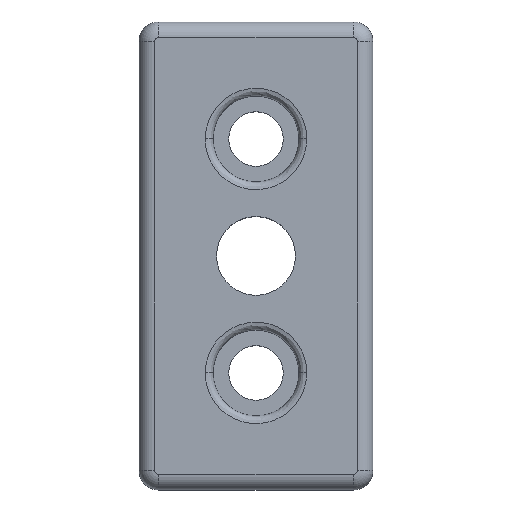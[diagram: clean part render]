
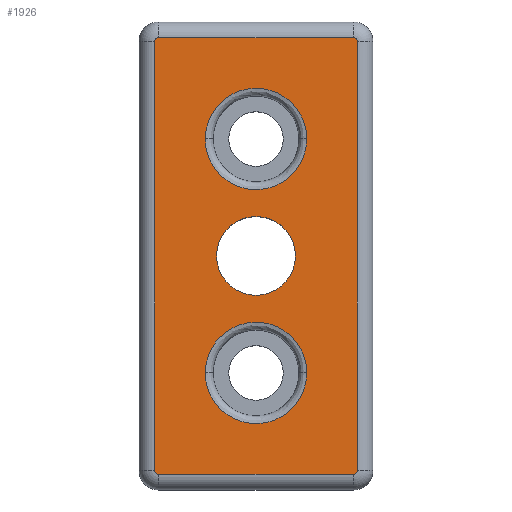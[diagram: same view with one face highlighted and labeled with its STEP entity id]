
A CAD part, top view. The second image highlights one B-rep face of the part: STEP entity #1926.
In plain terms, the highlighted planar face has unit normal (0, 0, 1).
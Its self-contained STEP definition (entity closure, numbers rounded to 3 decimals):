
#47 =( BOUNDED_CURVE ( )  B_SPLINE_CURVE ( 3, ( #285, #3432, #579, #3728 ),
 .UNSPECIFIED., .F., .F. ) 
 B_SPLINE_CURVE_WITH_KNOTS ( ( 4, 4 ),
 ( 0., 1. ),
 .UNSPECIFIED. ) 
 CURVE ( )  GEOMETRIC_REPRESENTATION_ITEM ( )  RATIONAL_B_SPLINE_CURVE ( ( 1., 0.333, 0.333, 1. ) ) 
 REPRESENTATION_ITEM ( '' )  );
#156 = LINE ( 'NONE', #1725, #2240 ) ;
#176 = DIRECTION ( 'NONE',  ( -1., 0., 0. ) ) ;
#178 = CARTESIAN_POINT ( 'NONE',  ( -5.053, 0., 12. ) ) ;
#206 = CARTESIAN_POINT ( 'NONE',  ( -6.5, -15., 12. ) ) ;
#208 = EDGE_CURVE ( 'NONE', #2951, #3539, #2113, .T. ) ;
#281 = EDGE_CURVE ( 'NONE', #787, #1423, #1626, .T. ) ;
#285 = CARTESIAN_POINT ( 'NONE',  ( -6.5, 15., 12. ) ) ;
#306 = EDGE_CURVE ( 'NONE', #2062, #996, #961, .T. ) ;
#332 = VERTEX_POINT ( 'NONE', #3479 ) ;
#358 = DIRECTION ( 'NONE',  ( 0., 0., -1. ) ) ;
#361 = ORIENTED_EDGE ( 'NONE', *, *, #208, .F. ) ;
#382 = CARTESIAN_POINT ( 'NONE',  ( -12.5, 27.5, 12. ) ) ;
#447 = ORIENTED_EDGE ( 'NONE', *, *, #3469, .F. ) ;
#456 = ORIENTED_EDGE ( 'NONE', *, *, #862, .F. ) ;
#467 = CARTESIAN_POINT ( 'NONE',  ( 12.5, 28., 12. ) ) ;
#477 = CIRCLE ( 'NONE', #1867, 5.053 ) ;
#505 = CIRCLE ( 'NONE', #548, 0.5 ) ;
#508 = CARTESIAN_POINT ( 'NONE',  ( 6.5, -15., 12. ) ) ;
#541 = EDGE_CURVE ( 'NONE', #1141, #1017, #1541, .T. ) ;
#548 = AXIS2_PLACEMENT_3D ( 'NONE', #2994, #2225, #176 ) ;
#579 = CARTESIAN_POINT ( 'NONE',  ( 6.5, 2., 12. ) ) ;
#584 = ORIENTED_EDGE ( 'NONE', *, *, #3108, .T. ) ;
#671 = AXIS2_PLACEMENT_3D ( 'NONE', #2935, #3473, #2901 ) ;
#705 = EDGE_CURVE ( 'NONE', #3364, #1359, #920, .T. ) ;
#716 = DIRECTION ( 'NONE',  ( 1., 0., 0. ) ) ;
#771 = ORIENTED_EDGE ( 'NONE', *, *, #3399, .F. ) ;
#774 = CARTESIAN_POINT ( 'NONE',  ( 13., 27.5, 12. ) ) ;
#787 = VERTEX_POINT ( 'NONE', #178 ) ;
#808 = CARTESIAN_POINT ( 'NONE',  ( -6.5, -28., 12. ) ) ;
#829 = CARTESIAN_POINT ( 'NONE',  ( 6.5, 15., 12. ) ) ;
#850 = ORIENTED_EDGE ( 'NONE', *, *, #541, .F. ) ;
#862 = EDGE_CURVE ( 'NONE', #3539, #1096, #1969, .T. ) ;
#870 = DIRECTION ( 'NONE',  ( 0., -1., 0. ) ) ;
#888 = AXIS2_PLACEMENT_3D ( 'NONE', #2158, #2462, #3002 ) ;
#920 =( BOUNDED_CURVE ( )  B_SPLINE_CURVE ( 3, ( #1393, #3084, #2475, #206 ),
 .UNSPECIFIED., .F., .F. ) 
 B_SPLINE_CURVE_WITH_KNOTS ( ( 4, 4 ),
 ( 0., 1. ),
 .UNSPECIFIED. ) 
 CURVE ( )  GEOMETRIC_REPRESENTATION_ITEM ( )  RATIONAL_B_SPLINE_CURVE ( ( 1., 0.333, 0.333, 1. ) ) 
 REPRESENTATION_ITEM ( '' )  );
#961 =( BOUNDED_CURVE ( )  B_SPLINE_CURVE ( 3, ( #829, #2826, #3119, #2869 ),
 .UNSPECIFIED., .F., .F. ) 
 B_SPLINE_CURVE_WITH_KNOTS ( ( 4, 4 ),
 ( 0., 1. ),
 .UNSPECIFIED. ) 
 CURVE ( )  GEOMETRIC_REPRESENTATION_ITEM ( )  RATIONAL_B_SPLINE_CURVE ( ( 1., 0.333, 0.333, 1. ) ) 
 REPRESENTATION_ITEM ( '' )  );
#996 = VERTEX_POINT ( 'NONE', #1952 ) ;
#1017 = VERTEX_POINT ( 'NONE', #467 ) ;
#1019 = VERTEX_POINT ( 'NONE', #774 ) ;
#1050 = CARTESIAN_POINT ( 'NONE',  ( -12.5, 28., 12. ) ) ;
#1070 = CARTESIAN_POINT ( 'NONE',  ( -6.5, -15., 12. ) ) ;
#1096 = VERTEX_POINT ( 'NONE', #2296 ) ;
#1141 = VERTEX_POINT ( 'NONE', #1050 ) ;
#1149 = CARTESIAN_POINT ( 'NONE',  ( 12.5, -27.5, 12. ) ) ;
#1177 = CARTESIAN_POINT ( 'NONE',  ( -13., 27.5, 12. ) ) ;
#1228 = CARTESIAN_POINT ( 'NONE',  ( 0., 0., 12. ) ) ;
#1330 = FACE_BOUND ( 'NONE', #3315, .T. ) ;
#1352 = CARTESIAN_POINT ( 'NONE',  ( 6.5, -15., 12. ) ) ;
#1359 = VERTEX_POINT ( 'NONE', #1869 ) ;
#1389 = DIRECTION ( 'NONE',  ( 0., 0., -1. ) ) ;
#1393 = CARTESIAN_POINT ( 'NONE',  ( 6.5, -15., 12. ) ) ;
#1409 =( BOUNDED_CURVE ( )  B_SPLINE_CURVE ( 3, ( #1070, #808, #2511, #1352 ),
 .UNSPECIFIED., .F., .T. ) 
 B_SPLINE_CURVE_WITH_KNOTS ( ( 4, 4 ),
 ( 0., 1. ),
 .UNSPECIFIED. ) 
 CURVE ( )  GEOMETRIC_REPRESENTATION_ITEM ( )  RATIONAL_B_SPLINE_CURVE ( ( 1., 0.333, 0.333, 1. ) ) 
 REPRESENTATION_ITEM ( '' )  );
#1423 = VERTEX_POINT ( 'NONE', #1934 ) ;
#1452 = EDGE_CURVE ( 'NONE', #1359, #3364, #1409, .T. ) ;
#1541 = LINE ( 'NONE', #2160, #2107 ) ;
#1577 = ORIENTED_EDGE ( 'NONE', *, *, #705, .F. ) ;
#1622 = EDGE_CURVE ( 'NONE', #2905, #1141, #2539, .T. ) ;
#1626 = CIRCLE ( 'NONE', #2502, 5.053 ) ;
#1725 = CARTESIAN_POINT ( 'NONE',  ( 13., 27.5, 12. ) ) ;
#1783 = LINE ( 'NONE', #1177, #2188 ) ;
#1799 = DIRECTION ( 'NONE',  ( -1., 0., 0. ) ) ;
#1867 = AXIS2_PLACEMENT_3D ( 'NONE', #1228, #3727, #2939 ) ;
#1869 = CARTESIAN_POINT ( 'NONE',  ( -6.5, -15., 12. ) ) ;
#1907 = ORIENTED_EDGE ( 'NONE', *, *, #306, .F. ) ;
#1926 = ADVANCED_FACE ( 'NONE', ( #1330, #3410, #2907, #3121 ), #2960, .F. ) ;
#1934 = CARTESIAN_POINT ( 'NONE',  ( 5.053, 0., 12. ) ) ;
#1952 = CARTESIAN_POINT ( 'NONE',  ( -6.5, 15., 12. ) ) ;
#1969 = CIRCLE ( 'NONE', #671, 0.5 ) ;
#2009 = CARTESIAN_POINT ( 'NONE',  ( -13., 27.5, 12. ) ) ;
#2042 = ORIENTED_EDGE ( 'NONE', *, *, #3585, .F. ) ;
#2054 = EDGE_LOOP ( 'NONE', ( #850, #2334, #447, #456, #361, #771, #3015, #2547 ) ) ;
#2062 = VERTEX_POINT ( 'NONE', #2378 ) ;
#2107 = VECTOR ( 'NONE', #716, 1000. ) ;
#2113 = LINE ( 'NONE', #2741, #2784 ) ;
#2139 = AXIS2_PLACEMENT_3D ( 'NONE', #1149, #1389, #3652 ) ;
#2158 = CARTESIAN_POINT ( 'NONE',  ( -12.5, 27.5, 12. ) ) ;
#2160 = CARTESIAN_POINT ( 'NONE',  ( -12.5, 28., 12. ) ) ;
#2188 = VECTOR ( 'NONE', #2314, 1000. ) ;
#2225 = DIRECTION ( 'NONE',  ( 0., 0., -1. ) ) ;
#2240 = VECTOR ( 'NONE', #870, 1000. ) ;
#2268 = DIRECTION ( 'NONE',  ( 0., 0., -1. ) ) ;
#2296 = CARTESIAN_POINT ( 'NONE',  ( -13., -27.5, 12. ) ) ;
#2299 = EDGE_LOOP ( 'NONE', ( #2638, #1577 ) ) ;
#2314 = DIRECTION ( 'NONE',  ( 0., 1., 0. ) ) ;
#2334 = ORIENTED_EDGE ( 'NONE', *, *, #1622, .F. ) ;
#2335 = EDGE_CURVE ( 'NONE', #1017, #1019, #505, .T. ) ;
#2378 = CARTESIAN_POINT ( 'NONE',  ( 6.5, 15., 12. ) ) ;
#2462 = DIRECTION ( 'NONE',  ( 0., 0., -1. ) ) ;
#2475 = CARTESIAN_POINT ( 'NONE',  ( -6.5, -2., 12. ) ) ;
#2502 = AXIS2_PLACEMENT_3D ( 'NONE', #2852, #2268, #2573 ) ;
#2511 = CARTESIAN_POINT ( 'NONE',  ( 6.5, -28., 12. ) ) ;
#2539 = CIRCLE ( 'NONE', #888, 0.5 ) ;
#2547 = ORIENTED_EDGE ( 'NONE', *, *, #2335, .F. ) ;
#2573 = DIRECTION ( 'NONE',  ( 1., 0., 0. ) ) ;
#2638 = ORIENTED_EDGE ( 'NONE', *, *, #1452, .F. ) ;
#2734 = AXIS2_PLACEMENT_3D ( 'NONE', #382, #358, #1799 ) ;
#2741 = CARTESIAN_POINT ( 'NONE',  ( -12.5, -28., 12. ) ) ;
#2784 = VECTOR ( 'NONE', #3304, 1000. ) ;
#2826 = CARTESIAN_POINT ( 'NONE',  ( 6.5, 28., 12. ) ) ;
#2852 = CARTESIAN_POINT ( 'NONE',  ( 0., 0., 12. ) ) ;
#2863 = ORIENTED_EDGE ( 'NONE', *, *, #281, .T. ) ;
#2869 = CARTESIAN_POINT ( 'NONE',  ( -6.5, 15., 12. ) ) ;
#2901 = DIRECTION ( 'NONE',  ( -1., 0., 0. ) ) ;
#2905 = VERTEX_POINT ( 'NONE', #2009 ) ;
#2907 = FACE_BOUND ( 'NONE', #3088, .T. ) ;
#2924 = EDGE_CURVE ( 'NONE', #1019, #332, #156, .T. ) ;
#2935 = CARTESIAN_POINT ( 'NONE',  ( -12.5, -27.5, 12. ) ) ;
#2939 = DIRECTION ( 'NONE',  ( 1., 0., 0. ) ) ;
#2951 = VERTEX_POINT ( 'NONE', #3722 ) ;
#2958 = CIRCLE ( 'NONE', #2139, 0.5 ) ;
#2960 = PLANE ( 'NONE',  #2734 ) ;
#2994 = CARTESIAN_POINT ( 'NONE',  ( 12.5, 27.5, 12. ) ) ;
#3002 = DIRECTION ( 'NONE',  ( -1., 0., 0. ) ) ;
#3015 = ORIENTED_EDGE ( 'NONE', *, *, #2924, .F. ) ;
#3084 = CARTESIAN_POINT ( 'NONE',  ( 6.5, -2., 12. ) ) ;
#3088 = EDGE_LOOP ( 'NONE', ( #2042, #1907 ) ) ;
#3108 = EDGE_CURVE ( 'NONE', #1423, #787, #477, .T. ) ;
#3119 = CARTESIAN_POINT ( 'NONE',  ( -6.5, 28., 12. ) ) ;
#3121 = FACE_OUTER_BOUND ( 'NONE', #2054, .T. ) ;
#3161 = CARTESIAN_POINT ( 'NONE',  ( -12.5, -28., 12. ) ) ;
#3304 = DIRECTION ( 'NONE',  ( -1., 0., 0. ) ) ;
#3315 = EDGE_LOOP ( 'NONE', ( #584, #2863 ) ) ;
#3364 = VERTEX_POINT ( 'NONE', #508 ) ;
#3399 = EDGE_CURVE ( 'NONE', #332, #2951, #2958, .T. ) ;
#3410 = FACE_BOUND ( 'NONE', #2299, .T. ) ;
#3432 = CARTESIAN_POINT ( 'NONE',  ( -6.5, 2., 12. ) ) ;
#3469 = EDGE_CURVE ( 'NONE', #1096, #2905, #1783, .T. ) ;
#3473 = DIRECTION ( 'NONE',  ( 0., 0., -1. ) ) ;
#3479 = CARTESIAN_POINT ( 'NONE',  ( 13., -27.5, 12. ) ) ;
#3539 = VERTEX_POINT ( 'NONE', #3161 ) ;
#3585 = EDGE_CURVE ( 'NONE', #996, #2062, #47, .T. ) ;
#3652 = DIRECTION ( 'NONE',  ( -1., 0., 0. ) ) ;
#3722 = CARTESIAN_POINT ( 'NONE',  ( 12.5, -28., 12. ) ) ;
#3727 = DIRECTION ( 'NONE',  ( 0., 0., -1. ) ) ;
#3728 = CARTESIAN_POINT ( 'NONE',  ( 6.5, 15., 12. ) ) ;
